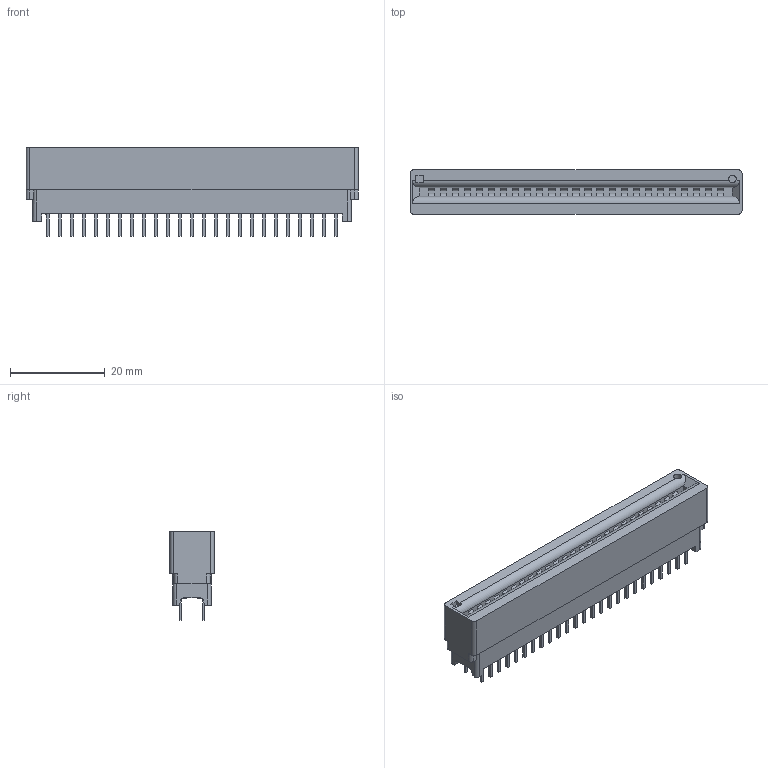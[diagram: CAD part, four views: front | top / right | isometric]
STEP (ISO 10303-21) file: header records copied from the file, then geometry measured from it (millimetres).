
FILE_DESCRIPTION(/* description */ (''),/* implementation_level */ '2;1');
FILE_NAME(/* name */ 'TYCO_5530843-5.stp',/* time_stamp */ '2016-10-26T13:46:05+02:00',/* author */ ('riccim'),/* organization */ ('SolidWorks'),/* preprocessor_version */ 'ST-DEVELOPER v15.5',/* originating_system */ 'AutoCAD Mechanical',/* authorisation */ ' ');
FILE_SCHEMA (('AUTOMOTIVE_DESIGN { 1 0 10303 214 3 1 1 }'));
Length unit declared in the file: millimetre
Products named in the file (1): Product
Bounding box: 70.1 x 9.35 x 18.67 mm (x, y, z)
Volume: 7766.5 mm3; surface area: 5495.4 mm2
Topology: 101 solids, 101 shells, 699 faces, 1478 edges, 984 vertices
Faces by surface type: plane 580, cylinder 119
Full cylindrical faces by diameter (mm): 1.626 x1
Entity records: 18505 total; most frequent: CARTESIAN_POINT 3177, DIRECTION 3119, ORIENTED_EDGE 2952, EDGE_CURVE 1476, LINE 1231, VECTOR 1231, VERTEX_POINT 983, AXIS2_PLACEMENT_3D 944
